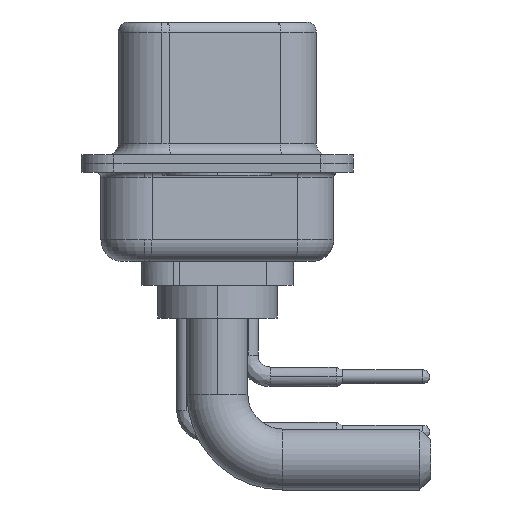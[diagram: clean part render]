
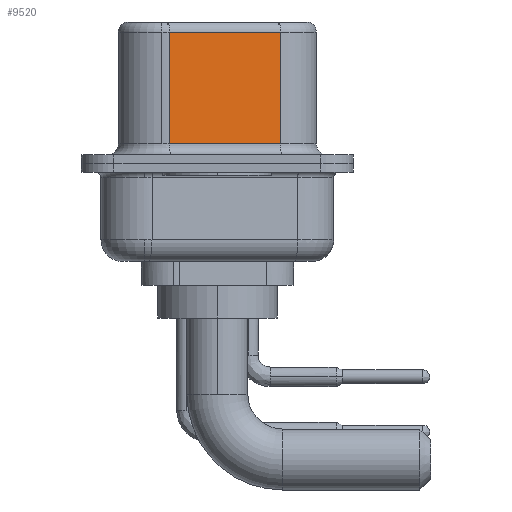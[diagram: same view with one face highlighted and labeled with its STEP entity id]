
A CAD part, left-side view. The second image highlights one B-rep face of the part: STEP entity #9520.
In plain terms, the highlighted planar face has unit normal (-0.985, -0.174, 0).
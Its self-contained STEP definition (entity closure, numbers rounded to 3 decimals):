
#230 = VECTOR ( 'NONE', #7880, 1000. ) ;
#814 = LINE ( 'NONE', #7799, #19825 ) ;
#1050 = VERTEX_POINT ( 'NONE', #17933 ) ;
#1752 = EDGE_CURVE ( 'NONE', #1050, #18429, #4669, .T. ) ;
#2655 = DIRECTION ( 'NONE',  ( 0., 0., -1. ) ) ;
#2952 = VERTEX_POINT ( 'NONE', #11293 ) ;
#2981 = DIRECTION ( 'NONE',  ( -0.174, 0.985, 0. ) ) ;
#3128 = VECTOR ( 'NONE', #8321, 1000. ) ;
#4199 = AXIS2_PLACEMENT_3D ( 'NONE', #18967, #19186, #13552 ) ;
#4547 = EDGE_LOOP ( 'NONE', ( #14226, #19510, #11041, #7757 ) ) ;
#4587 = CARTESIAN_POINT ( 'NONE',  ( 4.58, -2.897, 6.02 ) ) ;
#4669 = LINE ( 'NONE', #13608, #3128 ) ;
#6280 = CARTESIAN_POINT ( 'NONE',  ( 4.58, -2.897, 0.9 ) ) ;
#6556 = PLANE ( 'NONE',  #4199 ) ;
#7757 = ORIENTED_EDGE ( 'NONE', *, *, #10527, .T. ) ;
#7799 = CARTESIAN_POINT ( 'NONE',  ( 4.58, -2.897, 6.52 ) ) ;
#7880 = DIRECTION ( 'NONE',  ( 0.174, -0.985, 0. ) ) ;
#8321 = DIRECTION ( 'NONE',  ( 0., 0., -1. ) ) ;
#8705 = EDGE_CURVE ( 'NONE', #2952, #1050, #10074, .T. ) ;
#9520 = ADVANCED_FACE ( 'NONE', ( #17136 ), #6556, .F. ) ;
#10074 = LINE ( 'NONE', #4587, #22129 ) ;
#10527 = EDGE_CURVE ( 'NONE', #18429, #18269, #18114, .T. ) ;
#11041 = ORIENTED_EDGE ( 'NONE', *, *, #1752, .T. ) ;
#11293 = CARTESIAN_POINT ( 'NONE',  ( 4.58, -2.897, 6.02 ) ) ;
#12303 = CARTESIAN_POINT ( 'NONE',  ( 3.68, 2.203, 0.9 ) ) ;
#13552 = DIRECTION ( 'NONE',  ( -0.174, 0.985, 0. ) ) ;
#13608 = CARTESIAN_POINT ( 'NONE',  ( 3.68, 2.203, 6.52 ) ) ;
#14226 = ORIENTED_EDGE ( 'NONE', *, *, #14917, .F. ) ;
#14917 = EDGE_CURVE ( 'NONE', #2952, #18269, #814, .T. ) ;
#17136 = FACE_OUTER_BOUND ( 'NONE', #4547, .T. ) ;
#17933 = CARTESIAN_POINT ( 'NONE',  ( 3.68, 2.203, 6.02 ) ) ;
#18114 = LINE ( 'NONE', #6280, #230 ) ;
#18269 = VERTEX_POINT ( 'NONE', #20593 ) ;
#18429 = VERTEX_POINT ( 'NONE', #12303 ) ;
#18967 = CARTESIAN_POINT ( 'NONE',  ( 4.58, -2.897, 6.52 ) ) ;
#19186 = DIRECTION ( 'NONE',  ( 0.985, 0.174, 0. ) ) ;
#19510 = ORIENTED_EDGE ( 'NONE', *, *, #8705, .T. ) ;
#19825 = VECTOR ( 'NONE', #2655, 1000. ) ;
#20593 = CARTESIAN_POINT ( 'NONE',  ( 4.58, -2.897, 0.9 ) ) ;
#22129 = VECTOR ( 'NONE', #2981, 1000. ) ;
